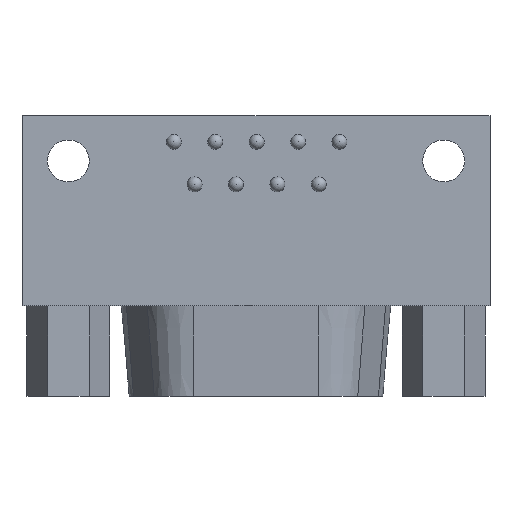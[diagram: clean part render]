
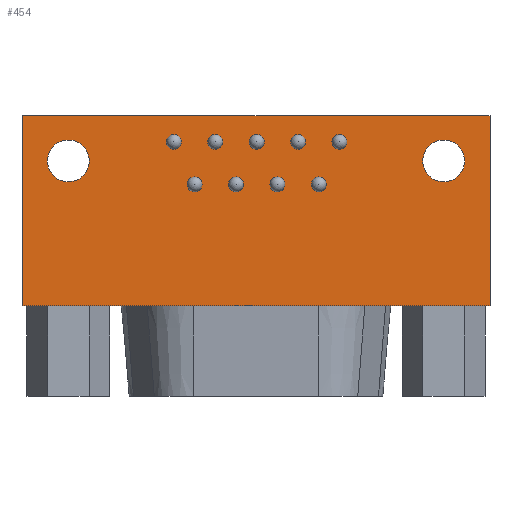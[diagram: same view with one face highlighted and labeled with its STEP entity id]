
A CAD part, front view. The second image highlights one B-rep face of the part: STEP entity #454.
In plain terms, the highlighted planar face has unit normal (0, -1, 0).
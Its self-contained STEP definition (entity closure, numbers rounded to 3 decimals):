
#454=ADVANCED_FACE('',(#1485,#1487,#1489,#1491,#1493,#1495,#1497,#1499,#1501,#1503,
#1505,#1507),#1509,.F.);
#1485=FACE_BOUND('',#1486,.T.);
#1486=EDGE_LOOP('',(#2168,#2169,#2170,#2171));
#1487=FACE_BOUND('',#1488,.T.);
#1488=EDGE_LOOP('',(#2172));
#1489=FACE_BOUND('',#1490,.T.);
#1490=EDGE_LOOP('',(#2173));
#1491=FACE_BOUND('',#1492,.T.);
#1492=EDGE_LOOP('',(#2174));
#1493=FACE_BOUND('',#1494,.T.);
#1494=EDGE_LOOP('',(#2175));
#1495=FACE_BOUND('',#1496,.T.);
#1496=EDGE_LOOP('',(#2176));
#1497=FACE_BOUND('',#1498,.T.);
#1498=EDGE_LOOP('',(#2177));
#1499=FACE_BOUND('',#1500,.T.);
#1500=EDGE_LOOP('',(#2178));
#1501=FACE_BOUND('',#1502,.T.);
#1502=EDGE_LOOP('',(#2179));
#1503=FACE_BOUND('',#1504,.T.);
#1504=EDGE_LOOP('',(#2180));
#1505=FACE_BOUND('',#1506,.T.);
#1506=EDGE_LOOP('',(#2181));
#1507=FACE_BOUND('',#1508,.T.);
#1508=EDGE_LOOP('',(#2182));
#1509=PLANE('',#1510);
#1510=AXIS2_PLACEMENT_3D('',#1511,#1512,#1513);
#1511=CARTESIAN_POINT('',(-21.24,0.,1.77));
#1512=DIRECTION('',(0.,1.,0.));
#1513=DIRECTION('',(0.,-0.,1.));
#2168=ORIENTED_EDGE('',*,*,#2585,.T.);
#2169=ORIENTED_EDGE('',*,*,#2586,.T.);
#2170=ORIENTED_EDGE('',*,*,#2587,.F.);
#2171=ORIENTED_EDGE('',*,*,#2588,.F.);
#2172=ORIENTED_EDGE('',*,*,#2505,.F.);
#2173=ORIENTED_EDGE('',*,*,#2511,.F.);
#2174=ORIENTED_EDGE('',*,*,#2517,.F.);
#2175=ORIENTED_EDGE('',*,*,#2523,.F.);
#2176=ORIENTED_EDGE('',*,*,#2578,.F.);
#2177=ORIENTED_EDGE('',*,*,#2584,.T.);
#2178=ORIENTED_EDGE('',*,*,#2526,.F.);
#2179=ORIENTED_EDGE('',*,*,#2520,.F.);
#2180=ORIENTED_EDGE('',*,*,#2514,.F.);
#2181=ORIENTED_EDGE('',*,*,#2508,.F.);
#2182=ORIENTED_EDGE('',*,*,#2502,.F.);
#2502=EDGE_CURVE('',#2715,#2715,#2716,.T.);
#2505=EDGE_CURVE('',#2721,#2721,#2722,.T.);
#2508=EDGE_CURVE('',#2727,#2727,#2728,.T.);
#2511=EDGE_CURVE('',#2733,#2733,#2734,.T.);
#2514=EDGE_CURVE('',#2739,#2739,#2740,.T.);
#2517=EDGE_CURVE('',#2745,#2745,#2746,.T.);
#2520=EDGE_CURVE('',#2751,#2751,#2752,.T.);
#2523=EDGE_CURVE('',#2757,#2757,#2758,.T.);
#2526=EDGE_CURVE('',#2763,#2763,#2764,.T.);
#2578=EDGE_CURVE('',#2867,#2867,#2868,.T.);
#2584=EDGE_CURVE('',#2879,#2879,#2880,.T.);
#2585=EDGE_CURVE('',#2881,#2882,#2883,.T.);
#2586=EDGE_CURVE('',#2882,#2884,#2885,.T.);
#2587=EDGE_CURVE('',#2886,#2884,#2887,.T.);
#2588=EDGE_CURVE('',#2881,#2886,#2888,.T.);
#2715=VERTEX_POINT('',#3095);
#2716=CIRCLE('',#3096,0.5);
#2721=VERTEX_POINT('',#3104);
#2722=CIRCLE('',#3105,0.5);
#2727=VERTEX_POINT('',#3113);
#2728=CIRCLE('',#3114,0.5);
#2733=VERTEX_POINT('',#3122);
#2734=CIRCLE('',#3123,0.5);
#2739=VERTEX_POINT('',#3131);
#2740=CIRCLE('',#3132,0.5);
#2745=VERTEX_POINT('',#3140);
#2746=CIRCLE('',#3141,0.5);
#2751=VERTEX_POINT('',#3149);
#2752=CIRCLE('',#3150,0.5);
#2757=VERTEX_POINT('',#3158);
#2758=CIRCLE('',#3159,0.5);
#2763=VERTEX_POINT('',#3167);
#2764=CIRCLE('',#3168,0.5);
#2867=VERTEX_POINT('',#3417);
#2868=CIRCLE('',#3418,1.4);
#2879=VERTEX_POINT('',#3447);
#2880=CIRCLE('',#3448,1.4);
#2881=VERTEX_POINT('',#3452);
#2882=VERTEX_POINT('',#3453);
#2883=LINE('',#3454,#3455);
#2884=VERTEX_POINT('',#3457);
#2885=LINE('',#3458,#3459);
#2886=VERTEX_POINT('',#3461);
#2887=LINE('',#3462,#3463);
#2888=LINE('',#3465,#3466);
#3095=CARTESIAN_POINT('',(-9.69,0.,-2.34));
#3096=AXIS2_PLACEMENT_3D('',#3097,#3098,#3099);
#3097=CARTESIAN_POINT('',(-9.69,0.,-2.84));
#3098=DIRECTION('',(-0.,-1.,-0.));
#3099=DIRECTION('',(0.,0.,-1.));
#3104=CARTESIAN_POINT('',(-6.92,0.,-2.34));
#3105=AXIS2_PLACEMENT_3D('',#3106,#3107,#3108);
#3106=CARTESIAN_POINT('',(-6.92,0.,-2.84));
#3107=DIRECTION('',(-0.,-1.,-0.));
#3108=DIRECTION('',(0.,0.,-1.));
#3113=CARTESIAN_POINT('',(-4.15,0.,-2.34));
#3114=AXIS2_PLACEMENT_3D('',#3115,#3116,#3117);
#3115=CARTESIAN_POINT('',(-4.15,0.,-2.84));
#3116=DIRECTION('',(-0.,-1.,-0.));
#3117=DIRECTION('',(0.,0.,-1.));
#3122=CARTESIAN_POINT('',(-1.38,0.,-2.34));
#3123=AXIS2_PLACEMENT_3D('',#3124,#3125,#3126);
#3124=CARTESIAN_POINT('',(-1.38,0.,-2.84));
#3125=DIRECTION('',(-0.,-1.,-0.));
#3126=DIRECTION('',(0.,0.,-1.));
#3131=CARTESIAN_POINT('',(-11.08,0.,0.5));
#3132=AXIS2_PLACEMENT_3D('',#3133,#3134,#3135);
#3133=CARTESIAN_POINT('',(-11.08,0.,0.));
#3134=DIRECTION('',(-0.,-1.,-0.));
#3135=DIRECTION('',(0.,0.,-1.));
#3140=CARTESIAN_POINT('',(-8.31,0.,0.5));
#3141=AXIS2_PLACEMENT_3D('',#3142,#3143,#3144);
#3142=CARTESIAN_POINT('',(-8.31,0.,0.));
#3143=DIRECTION('',(-0.,-1.,-0.));
#3144=DIRECTION('',(0.,0.,-1.));
#3149=CARTESIAN_POINT('',(-5.54,0.,0.5));
#3150=AXIS2_PLACEMENT_3D('',#3151,#3152,#3153);
#3151=CARTESIAN_POINT('',(-5.54,0.,0.));
#3152=DIRECTION('',(-0.,-1.,-0.));
#3153=DIRECTION('',(0.,0.,-1.));
#3158=CARTESIAN_POINT('',(-2.77,0.,0.5));
#3159=AXIS2_PLACEMENT_3D('',#3160,#3161,#3162);
#3160=CARTESIAN_POINT('',(-2.77,0.,0.));
#3161=DIRECTION('',(-0.,-1.,-0.));
#3162=DIRECTION('',(0.,0.,-1.));
#3167=CARTESIAN_POINT('',(0.,0.,0.5));
#3168=AXIS2_PLACEMENT_3D('',#3169,#3170,#3171);
#3169=CARTESIAN_POINT('',(0.,0.,0.));
#3170=DIRECTION('',(-0.,-1.,-0.));
#3171=DIRECTION('',(0.,0.,-1.));
#3417=CARTESIAN_POINT('',(-19.541,0.,-1.27));
#3418=AXIS2_PLACEMENT_3D('',#3419,#3420,#3421);
#3419=CARTESIAN_POINT('',(-18.141,0.,-1.27));
#3420=DIRECTION('',(-0.,-1.,-0.));
#3421=DIRECTION('',(-1.,-0.,0.));
#3447=CARTESIAN_POINT('',(6.975,0.,0.13));
#3448=AXIS2_PLACEMENT_3D('',#3449,#3450,#3451);
#3449=CARTESIAN_POINT('',(6.975,0.,-1.27));
#3450=DIRECTION('',(0.,1.,0.));
#3451=DIRECTION('',(0.,0.,-1.));
#3452=CARTESIAN_POINT('',(-21.24,0.,1.77));
#3453=CARTESIAN_POINT('',(-21.24,0.,-10.96));
#3454=CARTESIAN_POINT('',(-21.24,0.,1.77));
#3455=VECTOR('',#3456,1.);
#3456=DIRECTION('',(0.,0.,-1.));
#3457=CARTESIAN_POINT('',(10.074,0.,-10.96));
#3458=CARTESIAN_POINT('',(-21.24,0.,-10.96));
#3459=VECTOR('',#3460,1.);
#3460=DIRECTION('',(1.,0.,0.));
#3461=CARTESIAN_POINT('',(10.074,0.,1.77));
#3462=CARTESIAN_POINT('',(10.074,0.,1.77));
#3463=VECTOR('',#3464,1.);
#3464=DIRECTION('',(0.,0.,-1.));
#3465=CARTESIAN_POINT('',(-21.24,0.,1.77));
#3466=VECTOR('',#3467,1.);
#3467=DIRECTION('',(1.,0.,0.));
